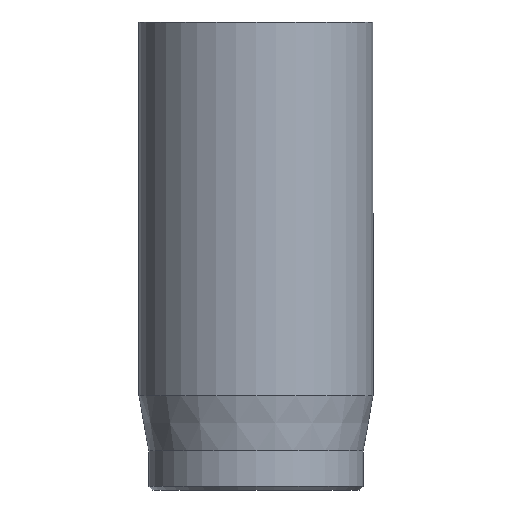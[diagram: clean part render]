
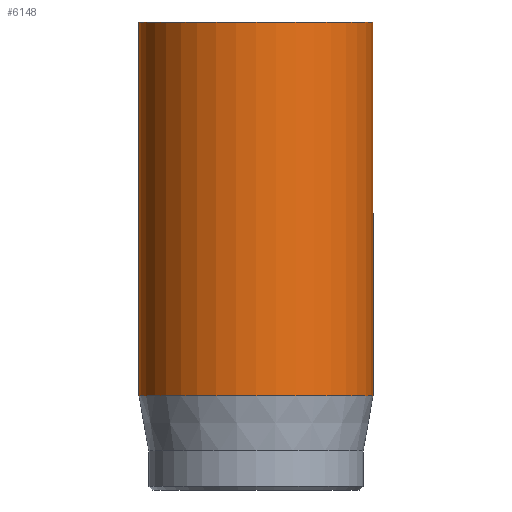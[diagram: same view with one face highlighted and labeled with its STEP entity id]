
A CAD part, front view. The second image highlights one B-rep face of the part: STEP entity #6148.
In plain terms, the highlighted cylindrical face has radius 3 mm (diameter 6 mm), a full revolution.
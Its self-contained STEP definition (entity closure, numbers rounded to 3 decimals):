
#794=CYLINDRICAL_SURFACE('',#6382,3.);
#1076=FACE_OUTER_BOUND('',#1437,.T.);
#1437=EDGE_LOOP('',(#5554,#5555,#5556,#5557,#5558));
#1896=LINE('',#11198,#2376);
#2376=VECTOR('',#7052,3.);
#2465=CIRCLE('',#6365,3.);
#2471=CIRCLE('',#6380,3.);
#2472=CIRCLE('',#6381,3.);
#2993=VERTEX_POINT('',#11168);
#2999=VERTEX_POINT('',#11192);
#3000=VERTEX_POINT('',#11193);
#3858=EDGE_CURVE('',#2993,#2993,#2465,.T.);
#3867=EDGE_CURVE('',#2999,#3000,#2471,.T.);
#3868=EDGE_CURVE('',#3000,#2999,#2472,.T.);
#3870=EDGE_CURVE('',#2993,#2999,#1896,.T.);
#5554=ORIENTED_EDGE('',*,*,#3858,.T.);
#5555=ORIENTED_EDGE('',*,*,#3870,.T.);
#5556=ORIENTED_EDGE('',*,*,#3867,.T.);
#5557=ORIENTED_EDGE('',*,*,#3868,.T.);
#5558=ORIENTED_EDGE('',*,*,#3870,.F.);
#6148=ADVANCED_FACE('',(#1076),#794,.T.);
#6365=AXIS2_PLACEMENT_3D('',#11169,#7012,#7013);
#6380=AXIS2_PLACEMENT_3D('',#11194,#7045,#7046);
#6381=AXIS2_PLACEMENT_3D('',#11195,#7047,#7048);
#6382=AXIS2_PLACEMENT_3D('',#11197,#7050,#7051);
#7012=DIRECTION('center_axis',(0.,0.,-1.));
#7013=DIRECTION('ref_axis',(-1.,0.,0.));
#7045=DIRECTION('center_axis',(0.,0.,1.));
#7046=DIRECTION('ref_axis',(-1.,0.,0.));
#7047=DIRECTION('center_axis',(0.,0.,1.));
#7048=DIRECTION('ref_axis',(-1.,0.,0.));
#7050=DIRECTION('center_axis',(0.,0.,1.));
#7051=DIRECTION('ref_axis',(-1.,0.,0.));
#7052=DIRECTION('',(0.,0.,-1.));
#11168=CARTESIAN_POINT('',(3.,0.,12.));
#11169=CARTESIAN_POINT('Origin',(0.,0.,12.));
#11192=CARTESIAN_POINT('',(3.,0.,2.418));
#11193=CARTESIAN_POINT('',(-3.,0.,2.418));
#11194=CARTESIAN_POINT('Origin',(0.,0.,2.418));
#11195=CARTESIAN_POINT('Origin',(0.,0.,2.418));
#11197=CARTESIAN_POINT('Origin',(0.,0.,0.));
#11198=CARTESIAN_POINT('',(3.,0.,0.));
